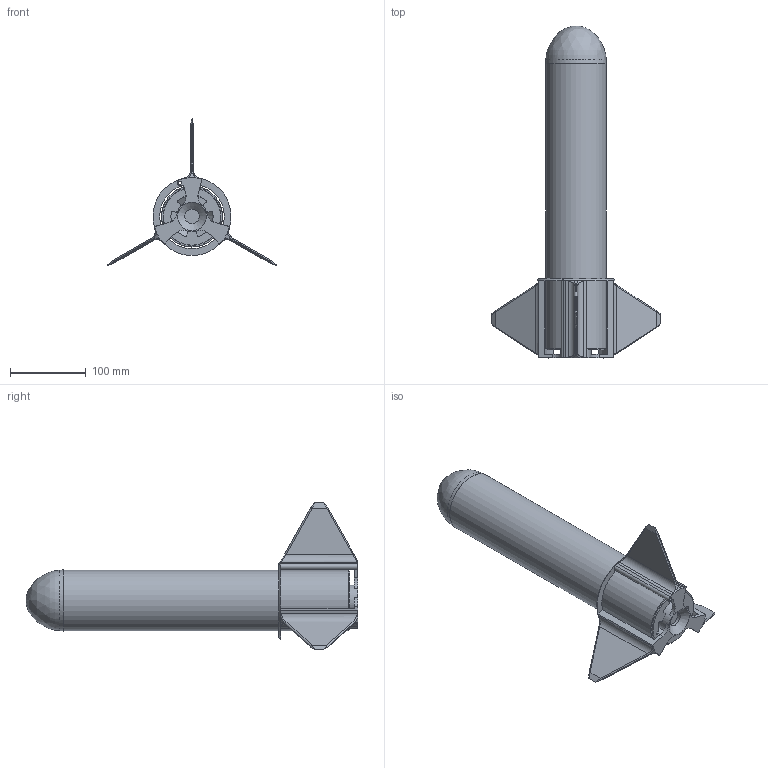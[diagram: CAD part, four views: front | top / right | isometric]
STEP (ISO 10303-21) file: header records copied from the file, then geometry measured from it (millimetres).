
FILE_DESCRIPTION(/* description */ (''),/* implementation_level */ '2;1');
FILE_NAME(/* name */ 'Assembly v2.step',/* time_stamp */ '2023-09-28T22:52:54-04:00',/* author */ (''),/* organization */ (''),/* preprocessor_version */ 'ST-DEVELOPER v20',/* originating_system */ 'Autodesk Translation Framework v12.14.0.127',/* authorisation */ '');
FILE_SCHEMA (('AUTOMOTIVE_DESIGN { 1 0 10303 214 3 1 1 }'));
Length unit declared in the file: millimetre
Products named in the file (5): Assembly; LatchMech; Estes_E12_Motor; BigCardboardTube; NoseCone
Assembly tree (4 placements, depth 3):
  Assembly
    LatchMech
      Estes_E12_Motor
    BigCardboardTube
    NoseCone
Bounding box: 223.48 x 438 x 193.54 mm (x, y, z)
Volume: 664311.9 mm3; surface area: 366860.2 mm2
Topology: 7 solids, 7 shells, 283 faces, 766 edges, 493 vertices
Faces by surface type: cylinder 120, plane 101, bspline 31, torus 27, cone 4
Full cylindrical faces by diameter (mm): 4.175 x2, 15 x1, 19 x1, 24 x1, 24.25 x2, 26 x1, 40 x1, 69.2 x1, 71.2 x1, 75.7 x2, 76.2 x1, 80.2 x1
Entity records: 11038 total; most frequent: CARTESIAN_POINT 3794, ORIENTED_EDGE 1524, DIRECTION 1451, EDGE_CURVE 762, AXIS2_PLACEMENT_3D 553, VERTEX_POINT 493, LINE 345, VECTOR 345
